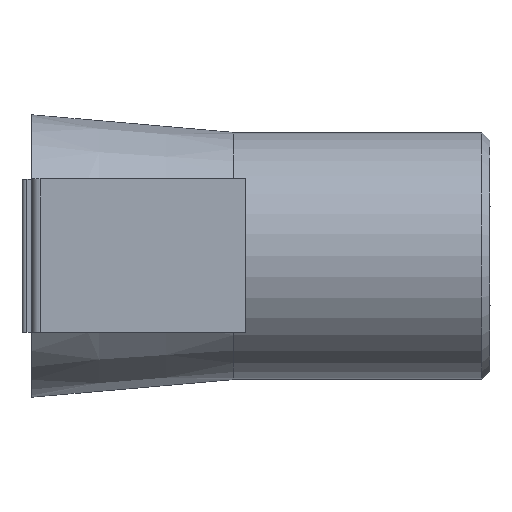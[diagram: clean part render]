
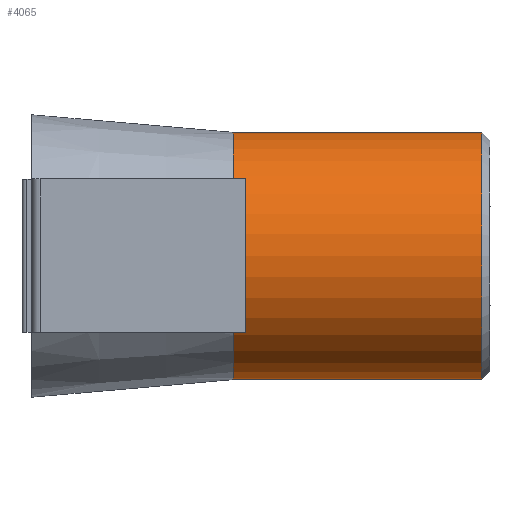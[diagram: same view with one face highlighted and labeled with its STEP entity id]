
A CAD part, top view. The second image highlights one B-rep face of the part: STEP entity #4065.
In plain terms, the highlighted cylindrical face has radius 7.5 mm (diameter 15 mm), a partial arc.
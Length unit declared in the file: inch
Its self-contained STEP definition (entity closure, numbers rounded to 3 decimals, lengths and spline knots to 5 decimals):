
#194 = EDGE_CURVE ( 'NONE', #638, #3827, #1701, .T. ) ;
#252 = CARTESIAN_POINT ( 'NONE',  ( 0.7565, -0.29528, 0. ) ) ;
#337 = EDGE_CURVE ( 'NONE', #2023, #638, #3005, .T. ) ;
#352 = ORIENTED_EDGE ( 'NONE', *, *, #194, .T. ) ;
#406 = ORIENTED_EDGE ( 'NONE', *, *, #1389, .T. ) ;
#568 = CARTESIAN_POINT ( 'NONE',  ( 1.04331, -0.29528, 0. ) ) ;
#638 = VERTEX_POINT ( 'NONE', #1012 ) ;
#664 = DIRECTION ( 'NONE',  ( -1., 0., 0. ) ) ;
#679 = CARTESIAN_POINT ( 'NONE',  ( 0.45, 0., 0. ) ) ;
#807 = AXIS2_PLACEMENT_3D ( 'NONE', #1920, #3315, #1171 ) ;
#1012 = CARTESIAN_POINT ( 'NONE',  ( 0.45, 0.29528, 0. ) ) ;
#1015 = CARTESIAN_POINT ( 'NONE',  ( 0.7565, 0., 0. ) ) ;
#1137 = CARTESIAN_POINT ( 'NONE',  ( 0.7565, 0.29528, 0. ) ) ;
#1171 = DIRECTION ( 'NONE',  ( 0., -1., 0. ) ) ;
#1179 = DIRECTION ( 'NONE',  ( -1., 0., 0. ) ) ;
#1389 = EDGE_CURVE ( 'NONE', #2777, #2023, #1663, .T. ) ;
#1598 = EDGE_CURVE ( 'NONE', #2777, #3827, #4670, .T. ) ;
#1663 = CIRCLE ( 'NONE', #807, 0.29528 ) ;
#1701 = CIRCLE ( 'NONE', #2329, 0.29528 ) ;
#1920 = CARTESIAN_POINT ( 'NONE',  ( 1.04331, 0., 0. ) ) ;
#2023 = VERTEX_POINT ( 'NONE', #2208 ) ;
#2208 = CARTESIAN_POINT ( 'NONE',  ( 1.04331, 0.29528, 0. ) ) ;
#2211 = VECTOR ( 'NONE', #664, 39.37008 ) ;
#2238 = EDGE_LOOP ( 'NONE', ( #406, #3878, #352, #4022 ) ) ;
#2329 = AXIS2_PLACEMENT_3D ( 'NONE', #679, #4027, #2867 ) ;
#2652 = AXIS2_PLACEMENT_3D ( 'NONE', #1015, #4355, #3675 ) ;
#2777 = VERTEX_POINT ( 'NONE', #568 ) ;
#2867 = DIRECTION ( 'NONE',  ( 0., -1., 0. ) ) ;
#3005 = LINE ( 'NONE', #1137, #3566 ) ;
#3274 = FACE_OUTER_BOUND ( 'NONE', #2238, .T. ) ;
#3315 = DIRECTION ( 'NONE',  ( -1., 0., 0. ) ) ;
#3566 = VECTOR ( 'NONE', #1179, 39.37008 ) ;
#3675 = DIRECTION ( 'NONE',  ( 0., -1., 0. ) ) ;
#3827 = VERTEX_POINT ( 'NONE', #3851 ) ;
#3851 = CARTESIAN_POINT ( 'NONE',  ( 0.45, -0.29528, 0. ) ) ;
#3878 = ORIENTED_EDGE ( 'NONE', *, *, #337, .T. ) ;
#4022 = ORIENTED_EDGE ( 'NONE', *, *, #1598, .F. ) ;
#4027 = DIRECTION ( 'NONE',  ( 1., 0., 0. ) ) ;
#4046 = CYLINDRICAL_SURFACE ( 'NONE', #2652, 0.29528 ) ;
#4065 = ADVANCED_FACE ( 'NONE', ( #3274 ), #4046, .T. ) ;
#4355 = DIRECTION ( 'NONE',  ( -1., 0., 0. ) ) ;
#4670 = LINE ( 'NONE', #252, #2211 ) ;
